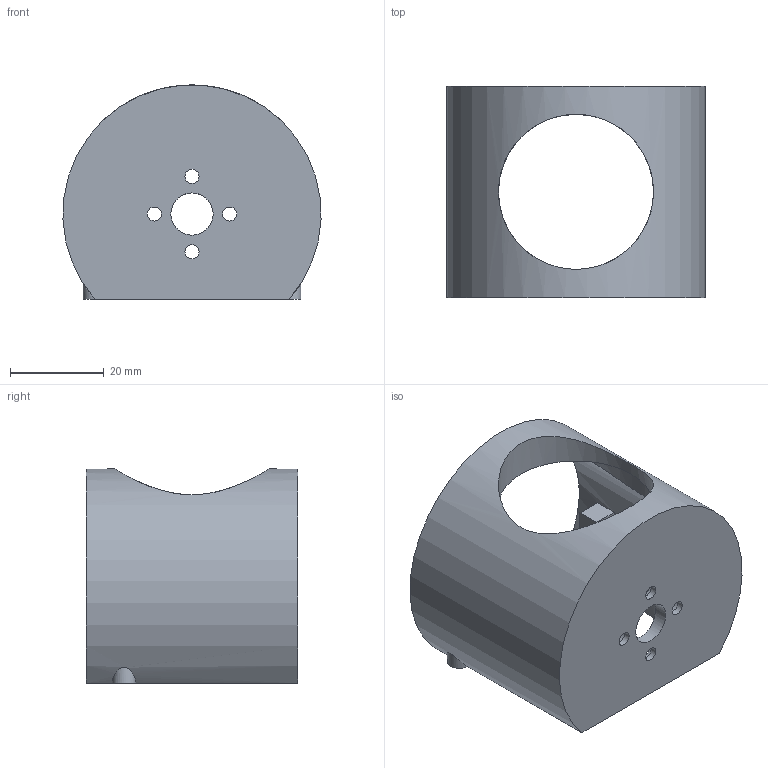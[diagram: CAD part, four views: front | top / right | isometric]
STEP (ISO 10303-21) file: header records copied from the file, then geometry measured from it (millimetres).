
FILE_DESCRIPTION(/* description */ (''),/* implementation_level */ '2;1');
FILE_NAME(/* name */ '895d9c5f-0ec9-46f9-8617-efec6faf1efe.stp',/* time_stamp */ '2019-03-06T19:49:44+01:00',/* author */ (''),/* organization */ (''),/* preprocessor_version */ 'ST-DEVELOPER v17.2',/* originating_system */ 'Autodesk Translation Framework v7.6.0.251',/* authorisation */ '');
FILE_SCHEMA (('AUTOMOTIVE_DESIGN { 1 0 10303 214 3 1 1 }'));
Length unit declared in the file: millimetre
Products named in the file (1): OuterBody
Bounding box: 54.96 x 45 x 45.61 mm (x, y, z)
Volume: 27264.6 mm3; surface area: 14337.9 mm2
Topology: 1 solids, 1 shells, 65 faces, 168 edges, 115 vertices
Faces by surface type: plane 37, cylinder 25, bspline 2, cone 1
Full cylindrical faces by diameter (mm): 2 x4, 3 x4, 5 x4, 9 x1, 33 x1
Entity records: 2432 total; most frequent: CARTESIAN_POINT 784, ORIENTED_EDGE 336, DIRECTION 320, EDGE_CURVE 168, AXIS2_PLACEMENT_3D 123, VERTEX_POINT 115, EDGE_LOOP 87, LINE 74
